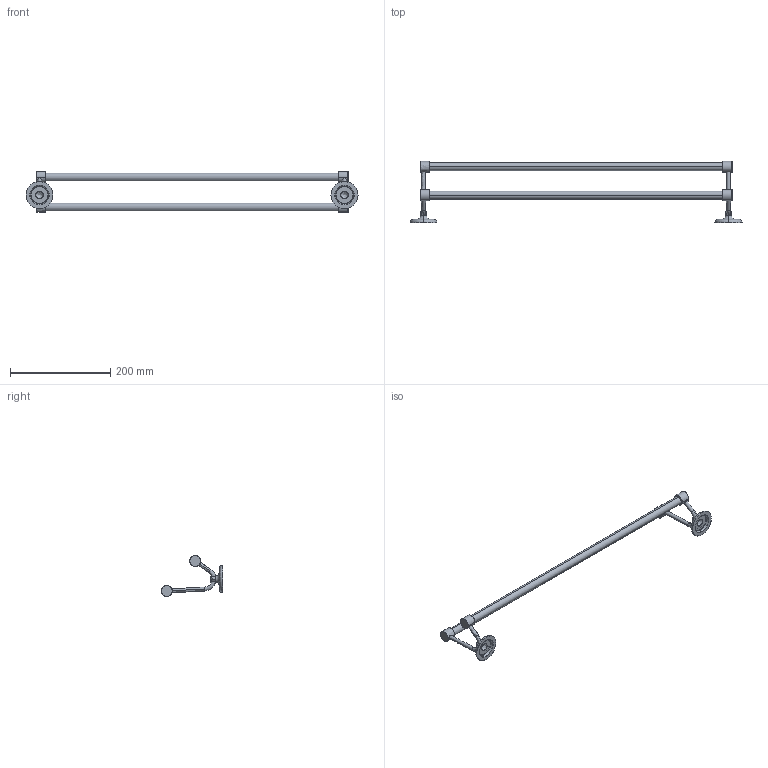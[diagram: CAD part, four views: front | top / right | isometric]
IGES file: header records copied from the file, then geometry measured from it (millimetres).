
Global section: file name: No Iges File Name specified; native system: Autodesk Inventor 2010; preprocessor: AutoDesk Inventor Iges Exporter R2010; author: adaniels; date: 20100614.150811; units: millimetre
Bounding box: 664 x 122.95 x 81.83 mm (x, y, z)
Volume: 293763.3 mm3; surface area: 84532.9 mm2
Topology: 1 solids, 1 shells, 88 faces, 238 edges, 164 vertices
Faces by surface type: bspline 47, cylinder 15, torus 14, plane 6, cone 4, revolution 2
